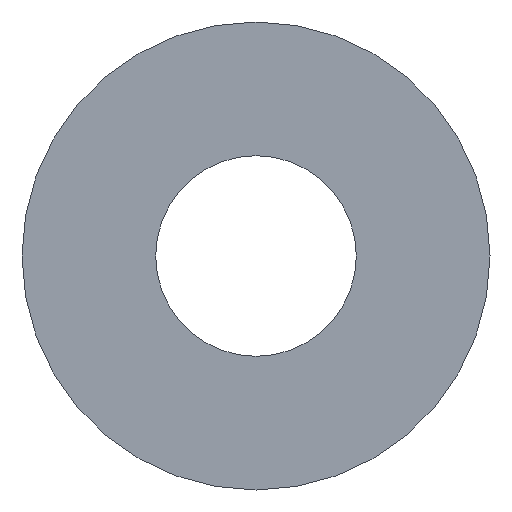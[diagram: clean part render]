
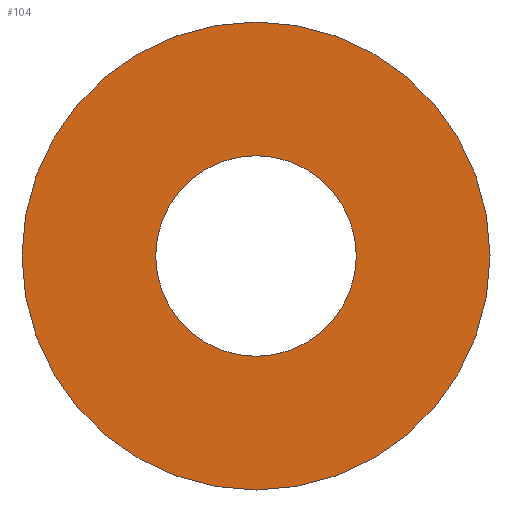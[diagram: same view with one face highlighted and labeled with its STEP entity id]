
A CAD part, front view. The second image highlights one B-rep face of the part: STEP entity #104.
In plain terms, the highlighted planar face has unit normal (0, -1, 0).
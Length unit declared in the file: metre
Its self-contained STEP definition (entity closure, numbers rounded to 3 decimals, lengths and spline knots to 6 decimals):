
#1 = CARTESIAN_POINT ( 'NONE',  ( 0., 0., 0. ) ) ;
#6 = CIRCLE ( 'NONE', #140, 0.0015 ) ;
#18 = EDGE_CURVE ( 'NONE', #136, #66, #141, .T. ) ;
#27 = EDGE_CURVE ( 'NONE', #43, #147, #85, .T. ) ;
#29 = CARTESIAN_POINT ( 'NONE',  ( 0., 0., 0. ) ) ;
#38 = DIRECTION ( 'NONE',  ( 0., 0., 1. ) ) ;
#43 = VERTEX_POINT ( 'NONE', #213 ) ;
#46 = DIRECTION ( 'NONE',  ( 0., 1., 0. ) ) ;
#54 = DIRECTION ( 'NONE',  ( 0., 0., 1. ) ) ;
#62 = CARTESIAN_POINT ( 'NONE',  ( 0., 0., 0. ) ) ;
#64 = CARTESIAN_POINT ( 'NONE',  ( 0., 0., 0. ) ) ;
#66 = VERTEX_POINT ( 'NONE', #101 ) ;
#85 = CIRCLE ( 'NONE', #190, 0.0035 ) ;
#89 = FACE_BOUND ( 'NONE', #172, .T. ) ;
#91 = CARTESIAN_POINT ( 'NONE',  ( 0., 0., 0. ) ) ;
#101 = CARTESIAN_POINT ( 'NONE',  ( 0., 0., -0.0015 ) ) ;
#104 = ADVANCED_FACE ( 'NONE', ( #146, #89 ), #230, .F. ) ;
#128 = EDGE_CURVE ( 'NONE', #147, #43, #244, .T. ) ;
#136 = VERTEX_POINT ( 'NONE', #139 ) ;
#137 = ORIENTED_EDGE ( 'NONE', *, *, #128, .F. ) ;
#139 = CARTESIAN_POINT ( 'NONE',  ( 0., 0., 0.0015 ) ) ;
#140 = AXIS2_PLACEMENT_3D ( 'NONE', #62, #168, #38 ) ;
#141 = CIRCLE ( 'NONE', #209, 0.0015 ) ;
#146 = FACE_OUTER_BOUND ( 'NONE', #188, .T. ) ;
#147 = VERTEX_POINT ( 'NONE', #177 ) ;
#151 = DIRECTION ( 'NONE',  ( 0., 1., 0. ) ) ;
#154 = ORIENTED_EDGE ( 'NONE', *, *, #18, .T. ) ;
#164 = EDGE_CURVE ( 'NONE', #66, #136, #6, .T. ) ;
#165 = DIRECTION ( 'NONE',  ( 0., 0., 1. ) ) ;
#168 = DIRECTION ( 'NONE',  ( 0., 1., 0. ) ) ;
#172 = EDGE_LOOP ( 'NONE', ( #211, #154 ) ) ;
#177 = CARTESIAN_POINT ( 'NONE',  ( 0., 0., -0.0035 ) ) ;
#188 = EDGE_LOOP ( 'NONE', ( #137, #214 ) ) ;
#190 = AXIS2_PLACEMENT_3D ( 'NONE', #64, #46, #241 ) ;
#201 = AXIS2_PLACEMENT_3D ( 'NONE', #91, #248, #165 ) ;
#209 = AXIS2_PLACEMENT_3D ( 'NONE', #29, #151, #236 ) ;
#211 = ORIENTED_EDGE ( 'NONE', *, *, #164, .T. ) ;
#213 = CARTESIAN_POINT ( 'NONE',  ( 0., 0., 0.0035 ) ) ;
#214 = ORIENTED_EDGE ( 'NONE', *, *, #27, .F. ) ;
#226 = DIRECTION ( 'NONE',  ( 0., 1., 0. ) ) ;
#230 = PLANE ( 'NONE',  #201 ) ;
#236 = DIRECTION ( 'NONE',  ( 0., 0., 1. ) ) ;
#241 = DIRECTION ( 'NONE',  ( 0., 0., 1. ) ) ;
#244 = CIRCLE ( 'NONE', #247, 0.0035 ) ;
#247 = AXIS2_PLACEMENT_3D ( 'NONE', #1, #226, #54 ) ;
#248 = DIRECTION ( 'NONE',  ( 0., 1., 0. ) ) ;
